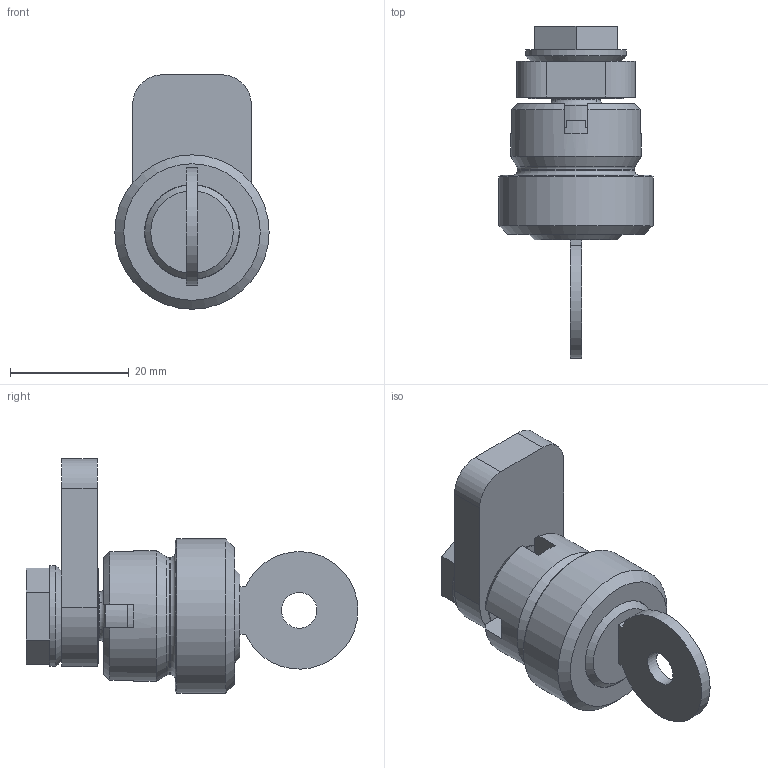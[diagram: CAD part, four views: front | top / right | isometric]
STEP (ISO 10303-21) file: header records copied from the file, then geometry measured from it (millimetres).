
FILE_DESCRIPTION((''),'2;1');
FILE_NAME('SZ0412N_A.stp','2013-08-23T11:12:53',('janine behrens'),(''),'Autodesk Inventor 2012','Autodesk Inventor 2012','');
FILE_SCHEMA(('AUTOMOTIVE_DESIGN { 1 0 10303 214 1 1 1 1 }'));
Length unit declared in the file: millimetre
Products named in the file (8): SZ0412N_A; ME7804400_A; ME1700100-A; DK0988101602P_A; ME8100015_A; MK8100021_A; MK8100021_1_A; MK8100021_2_A
Assembly tree (7 placements, depth 3):
  SZ0412N_A
    ME7804400_A
    ME1700100-A
    DK0988101602P_A
    ME8100015_A
    MK8100021_A
      MK8100021_1_A
      MK8100021_2_A
Bounding box: 26 x 55.92 x 39.49 mm (x, y, z)
Volume: 14081.3 mm3; surface area: 9983.9 mm2
Topology: 6 solids, 6 shells, 120 faces, 306 edges, 199 vertices
Faces by surface type: plane 75, cylinder 31, cone 11, torus 3
Full cylindrical faces by diameter (mm): 5.995 x1, 8.4 x1, 10 x1, 11.8 x1, 12.2 x1, 15.8 x1, 15.9 x1, 16 x2, 17 x1, 19.7 x1, 22 x1, 26 x1
Entity records: 3704 total; most frequent: DIRECTION 636, CARTESIAN_POINT 627, ORIENTED_EDGE 550, EDGE_CURVE 275, AXIS2_PLACEMENT_3D 238, VERTEX_POINT 189, VECTOR 160, LINE 160
